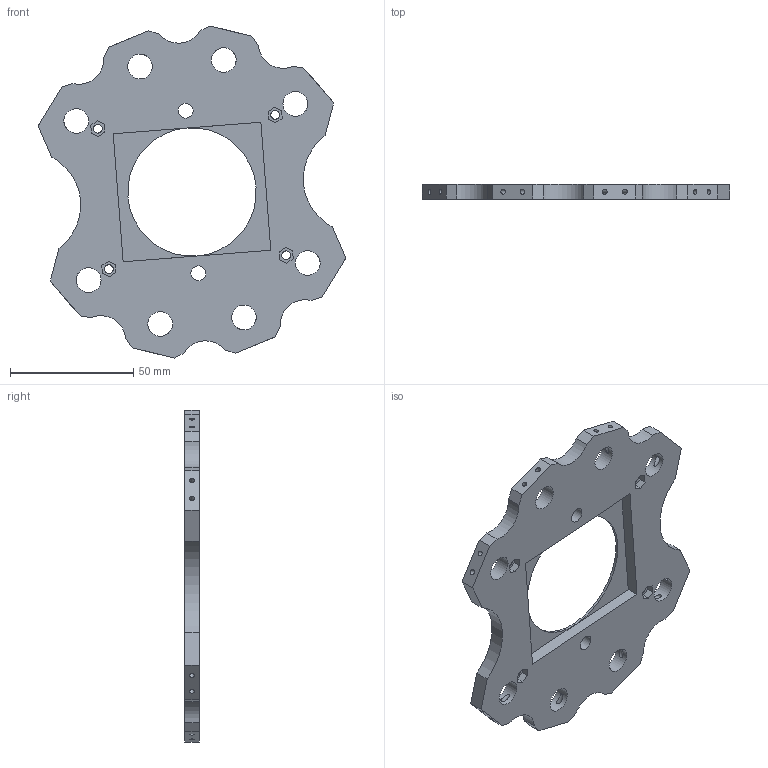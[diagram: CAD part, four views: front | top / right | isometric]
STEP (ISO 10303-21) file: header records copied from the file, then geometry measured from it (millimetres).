
FILE_DESCRIPTION(/* description */ (''),/* implementation_level */ '2;1');
FILE_NAME(/* name */ 'body.step',/* time_stamp */ '2020-05-20T16:02:21+02:00',/* author */ (''),/* organization */ (''),/* preprocessor_version */ 'ST-DEVELOPER v18.1',/* originating_system */ 'Autodesk Translation Framework v9.3.0.1241',/* authorisation */ '');
FILE_SCHEMA (('AUTOMOTIVE_DESIGN { 1 0 10303 214 3 1 1 }'));
Length unit declared in the file: millimetre
Products named in the file (1): body
Bounding box: 124.49 x 6 x 134.45 mm (x, y, z)
Volume: 49622.3 mm3; surface area: 25370.9 mm2
Topology: 1 solids, 1 shells, 115 faces, 334 edges, 222 vertices
Faces by surface type: plane 76, cylinder 39
Full cylindrical faces by diameter (mm): 2 x16, 3.5 x4, 6 x2, 10 x8, 52 x1
Entity records: 4323 total; most frequent: CARTESIAN_POINT 1098, ORIENTED_EDGE 668, DIRECTION 624, EDGE_CURVE 334, VERTEX_POINT 222, LINE 216, VECTOR 216, AXIS2_PLACEMENT_3D 204
